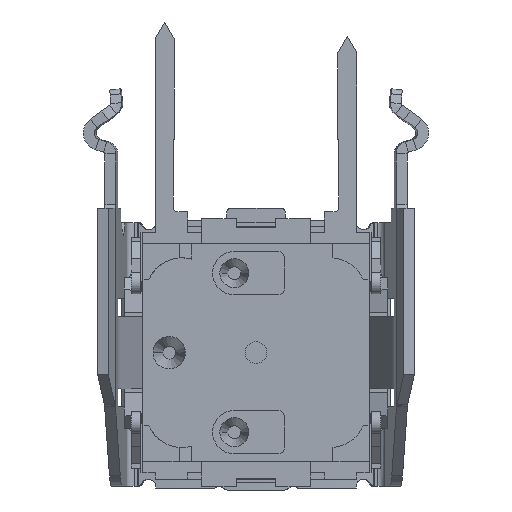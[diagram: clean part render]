
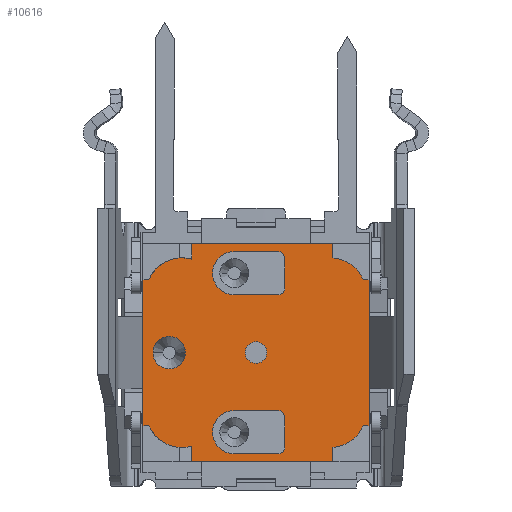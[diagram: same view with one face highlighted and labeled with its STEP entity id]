
A CAD part, front view. The second image highlights one B-rep face of the part: STEP entity #10616.
In plain terms, the highlighted planar face has unit normal (0, -1, 0).
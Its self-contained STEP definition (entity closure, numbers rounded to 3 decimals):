
#30=CARTESIAN_POINT('',(-2.05,-1.11,1.625));
#31=DIRECTION('',(0.,-1.,0.));
#32=DIRECTION('',(0.27,0.,0.963));
#33=AXIS2_PLACEMENT_3D('',#30,#31,#32);
#48=DIRECTION('',(0.,0.,1.));
#49=VECTOR('',#48,0.432);
#50=CARTESIAN_POINT('',(-1.78,-1.11,2.588));
#51=LINE('',#50,#49);
#52=DIRECTION('',(0.,0.,1.));
#53=VECTOR('',#52,0.398);
#54=CARTESIAN_POINT('',(2.13,-1.11,2.622));
#55=LINE('',#54,#53);
#56=CARTESIAN_POINT('',(2.05,-1.11,1.625));
#57=DIRECTION('',(0.,-1.,0.));
#58=DIRECTION('',(0.919,0.,0.395));
#59=AXIS2_PLACEMENT_3D('',#56,#57,#58);
#61=DIRECTION('',(-1.,0.,0.));
#62=VECTOR('',#61,0.161);
#63=CARTESIAN_POINT('',(3.13,-1.11,2.02));
#64=LINE('',#63,#62);
#65=DIRECTION('',(1.,0.,0.));
#66=VECTOR('',#65,0.161);
#67=CARTESIAN_POINT('',(2.969,-1.11,-2.02));
#68=LINE('',#67,#66);
#69=CARTESIAN_POINT('',(2.05,-1.11,-1.625));
#70=DIRECTION('',(0.,-1.,0.));
#71=DIRECTION('',(0.08,0.,-0.997));
#72=AXIS2_PLACEMENT_3D('',#69,#70,#71);
#74=DIRECTION('',(0.,0.,1.));
#75=VECTOR('',#74,0.398);
#76=CARTESIAN_POINT('',(2.13,-1.11,-3.02));
#77=LINE('',#76,#75);
#78=DIRECTION('',(0.,0.,1.));
#79=VECTOR('',#78,0.432);
#80=CARTESIAN_POINT('',(-1.78,-1.11,-3.02));
#81=LINE('',#80,#79);
#82=DIRECTION('',(1.,0.,0.));
#83=VECTOR('',#82,0.161);
#84=CARTESIAN_POINT('',(-3.13,-1.11,-2.02));
#85=LINE('',#84,#83);
#86=DIRECTION('',(-1.,0.,0.));
#87=VECTOR('',#86,0.161);
#88=CARTESIAN_POINT('',(-2.969,-1.11,2.02));
#89=LINE('',#88,#87);
#90=CARTESIAN_POINT('',(-2.4,-1.11,0.));
#91=DIRECTION('',(0.,1.,0.));
#92=DIRECTION('',(1.,0.,0.));
#93=AXIS2_PLACEMENT_3D('',#90,#91,#92);
#95=CARTESIAN_POINT('',(-2.4,-1.11,0.));
#96=DIRECTION('',(0.,-1.,0.));
#97=DIRECTION('',(1.,0.,0.));
#98=AXIS2_PLACEMENT_3D('',#95,#96,#97);
#100=CARTESIAN_POINT('',(0.,-1.11,0.));
#101=DIRECTION('',(0.,-1.,0.));
#102=DIRECTION('',(-1.,0.,0.));
#103=AXIS2_PLACEMENT_3D('',#100,#101,#102);
#105=CARTESIAN_POINT('',(0.,-1.11,0.));
#106=DIRECTION('',(0.,-1.,0.));
#107=DIRECTION('',(1.,0.,0.));
#108=AXIS2_PLACEMENT_3D('',#105,#106,#107);
#110=DIRECTION('',(1.,0.,0.));
#111=VECTOR('',#110,1.2);
#112=CARTESIAN_POINT('',(-0.6,-1.11,-2.8));
#113=LINE('',#112,#111);
#114=DIRECTION('',(0.,0.,1.));
#115=VECTOR('',#114,0.8);
#116=CARTESIAN_POINT('',(0.8,-1.11,-2.6));
#117=LINE('',#116,#115);
#118=DIRECTION('',(-1.,0.,0.));
#119=VECTOR('',#118,1.2);
#120=CARTESIAN_POINT('',(0.6,-1.11,-1.6));
#121=LINE('',#120,#119);
#122=CARTESIAN_POINT('',(-0.6,-1.11,-2.2));
#123=DIRECTION('',(0.,-1.,0.));
#124=DIRECTION('',(0.,0.,1.));
#125=AXIS2_PLACEMENT_3D('',#122,#123,#124);
#127=DIRECTION('',(0.,0.,1.));
#128=VECTOR('',#127,0.8);
#129=CARTESIAN_POINT('',(0.8,-1.11,1.8));
#130=LINE('',#129,#128);
#131=DIRECTION('',(-1.,0.,0.));
#132=VECTOR('',#131,1.2);
#133=CARTESIAN_POINT('',(0.6,-1.11,2.8));
#134=LINE('',#133,#132);
#135=CARTESIAN_POINT('',(-0.6,-1.11,2.2));
#136=DIRECTION('',(0.,-1.,0.));
#137=DIRECTION('',(0.,0.,1.));
#138=AXIS2_PLACEMENT_3D('',#135,#136,#137);
#140=DIRECTION('',(1.,0.,0.));
#141=VECTOR('',#140,1.2);
#142=CARTESIAN_POINT('',(-0.6,-1.11,1.6));
#143=LINE('',#142,#141);
#168=DIRECTION('',(-1.,0.,0.));
#169=VECTOR('',#168,3.91);
#170=CARTESIAN_POINT('',(2.13,-1.11,3.02));
#171=LINE('',#170,#169);
#204=DIRECTION('',(0.,0.,-1.));
#205=VECTOR('',#204,4.04);
#206=CARTESIAN_POINT('',(-3.13,-1.11,2.02));
#207=LINE('',#206,#205);
#358=DIRECTION('',(1.,0.,0.));
#359=VECTOR('',#358,3.91);
#360=CARTESIAN_POINT('',(-1.78,-1.11,-3.02));
#361=LINE('',#360,#359);
#407=CARTESIAN_POINT('',(-2.05,-1.11,-1.625));
#408=DIRECTION('',(0.,-1.,0.));
#409=DIRECTION('',(-0.919,0.,-0.395));
#410=AXIS2_PLACEMENT_3D('',#407,#408,#409);
#474=DIRECTION('',(0.,0.,1.));
#475=VECTOR('',#474,4.04);
#476=CARTESIAN_POINT('',(3.13,-1.11,-2.02));
#477=LINE('',#476,#475);
#8251=CARTESIAN_POINT('',(0.6,-1.11,-2.6));
#8252=DIRECTION('',(0.,1.,0.));
#8253=DIRECTION('',(1.,0.,0.));
#8254=AXIS2_PLACEMENT_3D('',#8251,#8252,#8253);
#8269=CARTESIAN_POINT('',(0.6,-1.11,-1.8));
#8270=DIRECTION('',(0.,1.,0.));
#8271=DIRECTION('',(0.,0.,1.));
#8272=AXIS2_PLACEMENT_3D('',#8269,#8270,#8271);
#8336=CARTESIAN_POINT('',(0.6,-1.11,2.6));
#8337=DIRECTION('',(0.,1.,0.));
#8338=DIRECTION('',(0.,0.,1.));
#8339=AXIS2_PLACEMENT_3D('',#8336,#8337,#8338);
#8381=CARTESIAN_POINT('',(0.6,-1.11,1.8));
#8382=DIRECTION('',(0.,1.,0.));
#8383=DIRECTION('',(1.,0.,0.));
#8384=AXIS2_PLACEMENT_3D('',#8381,#8382,#8383);
#8463=CARTESIAN_POINT('',(-0.6,-1.11,-1.6));
#8464=VERTEX_POINT('',#8463);
#8465=CARTESIAN_POINT('',(-0.6,-1.11,-2.8));
#8466=VERTEX_POINT('',#8465);
#8521=CARTESIAN_POINT('',(-0.6,-1.11,2.8));
#8522=VERTEX_POINT('',#8521);
#8523=CARTESIAN_POINT('',(-0.6,-1.11,1.6));
#8524=VERTEX_POINT('',#8523);
#8533=CARTESIAN_POINT('',(2.969,-1.11,2.02));
#8534=CARTESIAN_POINT('',(2.13,-1.11,2.622));
#8535=VERTEX_POINT('',#8533);
#8536=VERTEX_POINT('',#8534);
#8537=CARTESIAN_POINT('',(2.13,-1.11,-2.622));
#8538=CARTESIAN_POINT('',(2.969,-1.11,-2.02));
#8539=VERTEX_POINT('',#8537);
#8540=VERTEX_POINT('',#8538);
#8639=CARTESIAN_POINT('',(0.6,-1.11,-1.6));
#8641=VERTEX_POINT('',#8639);
#8643=CARTESIAN_POINT('',(0.8,-1.11,-1.8));
#8645=VERTEX_POINT('',#8643);
#8647=CARTESIAN_POINT('',(0.8,-1.11,-2.6));
#8649=VERTEX_POINT('',#8647);
#8651=CARTESIAN_POINT('',(0.6,-1.11,-2.8));
#8653=VERTEX_POINT('',#8651);
#8655=CARTESIAN_POINT('',(0.6,-1.11,2.8));
#8657=VERTEX_POINT('',#8655);
#8659=CARTESIAN_POINT('',(0.8,-1.11,2.6));
#8661=VERTEX_POINT('',#8659);
#8663=CARTESIAN_POINT('',(0.8,-1.11,1.8));
#8665=VERTEX_POINT('',#8663);
#8667=CARTESIAN_POINT('',(0.6,-1.11,1.6));
#8669=VERTEX_POINT('',#8667);
#8671=CARTESIAN_POINT('',(-3.13,-1.11,2.02));
#8672=CARTESIAN_POINT('',(-3.13,-1.11,-2.02));
#8673=VERTEX_POINT('',#8671);
#8674=VERTEX_POINT('',#8672);
#8675=CARTESIAN_POINT('',(3.13,-1.11,-2.02));
#8676=CARTESIAN_POINT('',(3.13,-1.11,2.02));
#8677=VERTEX_POINT('',#8675);
#8678=VERTEX_POINT('',#8676);
#8679=CARTESIAN_POINT('',(-2.969,-1.11,2.02));
#8680=VERTEX_POINT('',#8679);
#8681=CARTESIAN_POINT('',(2.13,-1.11,3.02));
#8682=VERTEX_POINT('',#8681);
#8683=CARTESIAN_POINT('',(-2.969,-1.11,-2.02));
#8684=VERTEX_POINT('',#8683);
#8685=CARTESIAN_POINT('',(2.13,-1.11,-3.02));
#8686=VERTEX_POINT('',#8685);
#8741=CARTESIAN_POINT('',(-1.78,-1.11,2.588));
#8742=CARTESIAN_POINT('',(-1.78,-1.11,3.02));
#8743=VERTEX_POINT('',#8741);
#8744=VERTEX_POINT('',#8742);
#8749=CARTESIAN_POINT('',(-1.78,-1.11,-3.02));
#8750=CARTESIAN_POINT('',(-1.78,-1.11,-2.588));
#8751=VERTEX_POINT('',#8749);
#8752=VERTEX_POINT('',#8750);
#8769=CARTESIAN_POINT('',(-0.3,-1.11,0.));
#8770=CARTESIAN_POINT('',(0.3,-1.11,0.));
#8771=VERTEX_POINT('',#8769);
#8772=VERTEX_POINT('',#8770);
#8789=CARTESIAN_POINT('',(-1.95,-1.11,0.));
#8790=CARTESIAN_POINT('',(-2.85,-1.11,0.));
#8791=VERTEX_POINT('',#8789);
#8792=VERTEX_POINT('',#8790);
#10540=CARTESIAN_POINT('',(0.,-1.11,0.));
#10541=DIRECTION('',(0.,-1.,0.));
#10542=DIRECTION('',(1.,0.,0.));
#10543=AXIS2_PLACEMENT_3D('',#10540,#10541,#10542);
#10544=PLANE('',#10543);
#10545=ORIENTED_EDGE('',*,*,#10531,.T.);
#10547=ORIENTED_EDGE('',*,*,#10546,.F.);
#10549=ORIENTED_EDGE('',*,*,#10548,.F.);
#10551=ORIENTED_EDGE('',*,*,#10550,.F.);
#10553=ORIENTED_EDGE('',*,*,#10552,.F.);
#10555=ORIENTED_EDGE('',*,*,#10554,.F.);
#10557=ORIENTED_EDGE('',*,*,#10556,.F.);
#10559=ORIENTED_EDGE('',*,*,#10558,.F.);
#10561=ORIENTED_EDGE('',*,*,#10560,.F.);
#10563=ORIENTED_EDGE('',*,*,#10562,.F.);
#10565=ORIENTED_EDGE('',*,*,#10564,.T.);
#10567=ORIENTED_EDGE('',*,*,#10566,.F.);
#10569=ORIENTED_EDGE('',*,*,#10568,.F.);
#10571=ORIENTED_EDGE('',*,*,#10570,.F.);
#10572=ORIENTED_EDGE('',*,*,#10489,.F.);
#10573=ORIENTED_EDGE('',*,*,#10505,.F.);
#10574=EDGE_LOOP('',(#10545,#10547,#10549,#10551,#10553,#10555,#10557,#10559,
#10561,#10563,#10565,#10567,#10569,#10571,#10572,#10573));
#10575=FACE_OUTER_BOUND('',#10574,.F.);
#10577=ORIENTED_EDGE('',*,*,#10576,.F.);
#10579=ORIENTED_EDGE('',*,*,#10578,.T.);
#10580=EDGE_LOOP('',(#10577,#10579));
#10581=FACE_BOUND('',#10580,.F.);
#10583=ORIENTED_EDGE('',*,*,#10582,.T.);
#10585=ORIENTED_EDGE('',*,*,#10584,.T.);
#10586=EDGE_LOOP('',(#10583,#10585));
#10587=FACE_BOUND('',#10586,.F.);
#10589=ORIENTED_EDGE('',*,*,#10588,.T.);
#10591=ORIENTED_EDGE('',*,*,#10590,.F.);
#10593=ORIENTED_EDGE('',*,*,#10592,.T.);
#10595=ORIENTED_EDGE('',*,*,#10594,.F.);
#10597=ORIENTED_EDGE('',*,*,#10596,.T.);
#10599=ORIENTED_EDGE('',*,*,#10598,.T.);
#10600=EDGE_LOOP('',(#10589,#10591,#10593,#10595,#10597,#10599));
#10601=FACE_BOUND('',#10600,.F.);
#10603=ORIENTED_EDGE('',*,*,#10602,.T.);
#10605=ORIENTED_EDGE('',*,*,#10604,.F.);
#10607=ORIENTED_EDGE('',*,*,#10606,.T.);
#10609=ORIENTED_EDGE('',*,*,#10608,.T.);
#10611=ORIENTED_EDGE('',*,*,#10610,.T.);
#10613=ORIENTED_EDGE('',*,*,#10612,.F.);
#10614=EDGE_LOOP('',(#10603,#10605,#10607,#10609,#10611,#10613));
#10615=FACE_BOUND('',#10614,.F.);
#10616=ADVANCED_FACE('',(#10575,#10581,#10587,#10601,#10615),#10544,.T.);
#34=CIRCLE('',#33,1.);
#60=CIRCLE('',#59,1.);
#73=CIRCLE('',#72,1.);
#94=CIRCLE('',#93,0.45);
#99=CIRCLE('',#98,0.45);
#104=CIRCLE('',#103,0.3);
#109=CIRCLE('',#108,0.3);
#126=CIRCLE('',#125,0.6);
#139=CIRCLE('',#138,0.6);
#411=CIRCLE('',#410,1.);
#8255=CIRCLE('',#8254,0.2);
#8273=CIRCLE('',#8272,0.2);
#8340=CIRCLE('',#8339,0.2);
#8385=CIRCLE('',#8384,0.2);
#10489=EDGE_CURVE('',#8680,#8673,#89,.T.);
#10505=EDGE_CURVE('',#8743,#8680,#34,.T.);
#10531=EDGE_CURVE('',#8743,#8744,#51,.T.);
#10546=EDGE_CURVE('',#8682,#8744,#171,.T.);
#10548=EDGE_CURVE('',#8536,#8682,#55,.T.);
#10550=EDGE_CURVE('',#8535,#8536,#60,.T.);
#10552=EDGE_CURVE('',#8678,#8535,#64,.T.);
#10554=EDGE_CURVE('',#8677,#8678,#477,.T.);
#10556=EDGE_CURVE('',#8540,#8677,#68,.T.);
#10558=EDGE_CURVE('',#8539,#8540,#73,.T.);
#10560=EDGE_CURVE('',#8686,#8539,#77,.T.);
#10562=EDGE_CURVE('',#8751,#8686,#361,.T.);
#10564=EDGE_CURVE('',#8751,#8752,#81,.T.);
#10566=EDGE_CURVE('',#8684,#8752,#411,.T.);
#10568=EDGE_CURVE('',#8674,#8684,#85,.T.);
#10570=EDGE_CURVE('',#8673,#8674,#207,.T.);
#10576=EDGE_CURVE('',#8791,#8792,#94,.T.);
#10578=EDGE_CURVE('',#8791,#8792,#99,.T.);
#10582=EDGE_CURVE('',#8771,#8772,#104,.T.);
#10584=EDGE_CURVE('',#8772,#8771,#109,.T.);
#10588=EDGE_CURVE('',#8466,#8653,#113,.T.);
#10590=EDGE_CURVE('',#8649,#8653,#8255,.T.);
#10592=EDGE_CURVE('',#8649,#8645,#117,.T.);
#10594=EDGE_CURVE('',#8641,#8645,#8273,.T.);
#10596=EDGE_CURVE('',#8641,#8464,#121,.T.);
#10598=EDGE_CURVE('',#8464,#8466,#126,.T.);
#10602=EDGE_CURVE('',#8665,#8661,#130,.T.);
#10604=EDGE_CURVE('',#8657,#8661,#8340,.T.);
#10606=EDGE_CURVE('',#8657,#8522,#134,.T.);
#10608=EDGE_CURVE('',#8522,#8524,#139,.T.);
#10610=EDGE_CURVE('',#8524,#8669,#143,.T.);
#10612=EDGE_CURVE('',#8665,#8669,#8385,.T.);
